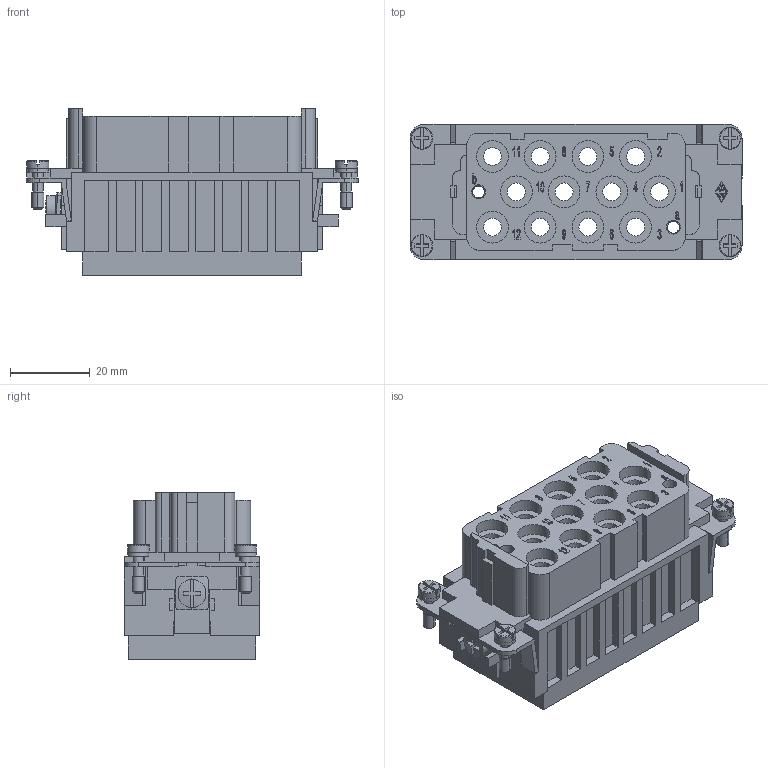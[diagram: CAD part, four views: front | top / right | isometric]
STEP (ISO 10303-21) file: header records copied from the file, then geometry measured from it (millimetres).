
FILE_DESCRIPTION((''),'2;1');
FILE_NAME('CXF 12_2.stp','2006-10-25T14:48:56',('gembarski'),(''),'Autodesk Inventor 7','Autodesk Inventor 7','');
FILE_SCHEMA(('AUTOMOTIVE_DESIGN { 1 0 10303 214 1 1 1 1 }'));
Length unit declared in the file: millimetre
Products named in the file (1): CXF 12_2
Bounding box: 83.5 x 34 x 42 mm (x, y, z)
Volume: 59964.1 mm3; surface area: 28281.6 mm2
Topology: 1 solids, 1 shells, 1107 faces, 2968 edges, 1965 vertices
Faces by surface type: bspline 526, plane 479, cylinder 86, torus 8, cone 4, sphere 4
Entity records: 37300 total; most frequent: CARTESIAN_POINT 11809, ORIENTED_EDGE 5940, DIRECTION 4010, EDGE_CURVE 2970, VECTOR 1976, LINE 1976, VERTEX_POINT 1965, EDGE_LOOP 1251
